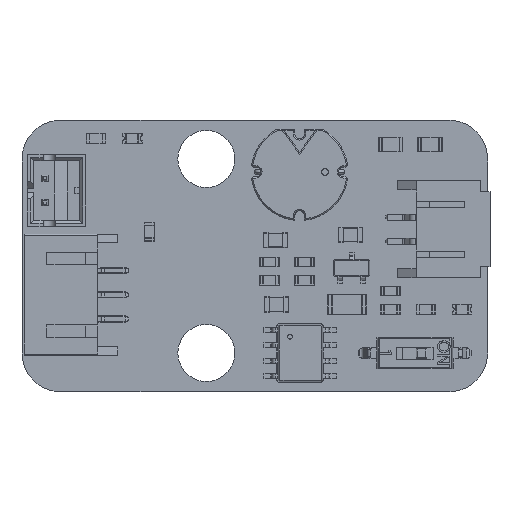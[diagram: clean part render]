
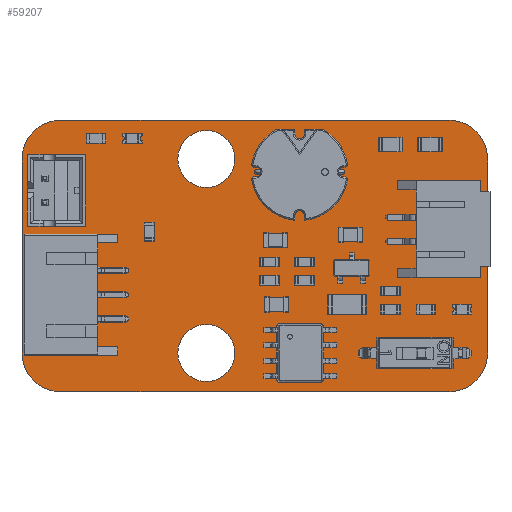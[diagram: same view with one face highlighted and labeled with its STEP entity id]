
A CAD part, top view. The second image highlights one B-rep face of the part: STEP entity #59207.
In plain terms, the highlighted planar face has unit normal (0, 0, 1).
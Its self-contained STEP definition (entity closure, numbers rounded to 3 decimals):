
#59014 = VERTEX_POINT('',#59015);
#59015 = CARTESIAN_POINT('',(175.15,-95.95,1.6));
#59021 = EDGE_CURVE('',#59014,#59022,#59024,.T.);
#59022 = VERTEX_POINT('',#59023);
#59023 = CARTESIAN_POINT('',(178.35,-99.15,1.6));
#59024 = CIRCLE('',#59025,3.2);
#59025 = AXIS2_PLACEMENT_3D('',#59026,#59027,#59028);
#59026 = CARTESIAN_POINT('',(175.15,-99.15,1.6));
#59027 = DIRECTION('',(0.,0.,-1.));
#59028 = DIRECTION('',(0.,1.,0.));
#59056 = VERTEX_POINT('',#59057);
#59057 = CARTESIAN_POINT('',(143.15,-95.95,1.6));
#59063 = EDGE_CURVE('',#59056,#59014,#59064,.T.);
#59064 = LINE('',#59065,#59066);
#59065 = CARTESIAN_POINT('',(143.15,-95.95,1.6));
#59066 = VECTOR('',#59067,1.);
#59067 = DIRECTION('',(1.,0.,0.));
#59085 = EDGE_CURVE('',#59022,#59086,#59088,.T.);
#59086 = VERTEX_POINT('',#59087);
#59087 = CARTESIAN_POINT('',(178.35,-115.15,1.6));
#59088 = LINE('',#59089,#59090);
#59089 = CARTESIAN_POINT('',(178.35,-99.15,1.6));
#59090 = VECTOR('',#59091,1.);
#59091 = DIRECTION('',(0.,-1.,0.));
#59207 = ADVANCED_FACE('',(#59208,#59254,#59265,#59276,#59287),#59298,
  .T.);
#59208 = FACE_BOUND('',#59209,.T.);
#59209 = EDGE_LOOP('',(#59210,#59211,#59212,#59221,#59229,#59238,#59246,
    #59253));
#59210 = ORIENTED_EDGE('',*,*,#59021,.F.);
#59211 = ORIENTED_EDGE('',*,*,#59063,.F.);
#59212 = ORIENTED_EDGE('',*,*,#59213,.F.);
#59213 = EDGE_CURVE('',#59214,#59056,#59216,.T.);
#59214 = VERTEX_POINT('',#59215);
#59215 = CARTESIAN_POINT('',(139.95,-99.15,1.6));
#59216 = CIRCLE('',#59217,3.2);
#59217 = AXIS2_PLACEMENT_3D('',#59218,#59219,#59220);
#59218 = CARTESIAN_POINT('',(143.15,-99.15,1.6));
#59219 = DIRECTION('',(0.,0.,-1.));
#59220 = DIRECTION('',(-1.,0.,-0.));
#59221 = ORIENTED_EDGE('',*,*,#59222,.F.);
#59222 = EDGE_CURVE('',#59223,#59214,#59225,.T.);
#59223 = VERTEX_POINT('',#59224);
#59224 = CARTESIAN_POINT('',(139.95,-115.15,1.6));
#59225 = LINE('',#59226,#59227);
#59226 = CARTESIAN_POINT('',(139.95,-115.15,1.6));
#59227 = VECTOR('',#59228,1.);
#59228 = DIRECTION('',(0.,1.,0.));
#59229 = ORIENTED_EDGE('',*,*,#59230,.F.);
#59230 = EDGE_CURVE('',#59231,#59223,#59233,.T.);
#59231 = VERTEX_POINT('',#59232);
#59232 = CARTESIAN_POINT('',(143.15,-118.35,1.6));
#59233 = CIRCLE('',#59234,3.2);
#59234 = AXIS2_PLACEMENT_3D('',#59235,#59236,#59237);
#59235 = CARTESIAN_POINT('',(143.15,-115.15,1.6));
#59236 = DIRECTION('',(0.,0.,-1.));
#59237 = DIRECTION('',(0.,-1.,0.));
#59238 = ORIENTED_EDGE('',*,*,#59239,.F.);
#59239 = EDGE_CURVE('',#59240,#59231,#59242,.T.);
#59240 = VERTEX_POINT('',#59241);
#59241 = CARTESIAN_POINT('',(175.15,-118.35,1.6));
#59242 = LINE('',#59243,#59244);
#59243 = CARTESIAN_POINT('',(175.15,-118.35,1.6));
#59244 = VECTOR('',#59245,1.);
#59245 = DIRECTION('',(-1.,0.,0.));
#59246 = ORIENTED_EDGE('',*,*,#59247,.F.);
#59247 = EDGE_CURVE('',#59086,#59240,#59248,.T.);
#59248 = CIRCLE('',#59249,3.2);
#59249 = AXIS2_PLACEMENT_3D('',#59250,#59251,#59252);
#59250 = CARTESIAN_POINT('',(175.15,-115.15,1.6));
#59251 = DIRECTION('',(0.,0.,-1.));
#59252 = DIRECTION('',(1.,0.,0.));
#59253 = ORIENTED_EDGE('',*,*,#59085,.F.);
#59254 = FACE_BOUND('',#59255,.T.);
#59255 = EDGE_LOOP('',(#59256));
#59256 = ORIENTED_EDGE('',*,*,#59257,.T.);
#59257 = EDGE_CURVE('',#59258,#59258,#59260,.T.);
#59258 = VERTEX_POINT('',#59259);
#59259 = CARTESIAN_POINT('',(155.15,-117.5,1.6));
#59260 = CIRCLE('',#59261,2.35);
#59261 = AXIS2_PLACEMENT_3D('',#59262,#59263,#59264);
#59262 = CARTESIAN_POINT('',(155.15,-115.15,1.6));
#59263 = DIRECTION('',(-0.,0.,-1.));
#59264 = DIRECTION('',(-0.,-1.,0.));
#59265 = FACE_BOUND('',#59266,.T.);
#59266 = EDGE_LOOP('',(#59267));
#59267 = ORIENTED_EDGE('',*,*,#59268,.T.);
#59268 = EDGE_CURVE('',#59269,#59269,#59271,.T.);
#59269 = VERTEX_POINT('',#59270);
#59270 = CARTESIAN_POINT('',(141.85,-103.175,1.6));
#59271 = CIRCLE('',#59272,0.425);
#59272 = AXIS2_PLACEMENT_3D('',#59273,#59274,#59275);
#59273 = CARTESIAN_POINT('',(141.85,-102.75,1.6));
#59274 = DIRECTION('',(-0.,0.,-1.));
#59275 = DIRECTION('',(0.,-1.,0.));
#59276 = FACE_BOUND('',#59277,.T.);
#59277 = EDGE_LOOP('',(#59278));
#59278 = ORIENTED_EDGE('',*,*,#59279,.T.);
#59279 = EDGE_CURVE('',#59280,#59280,#59282,.T.);
#59280 = VERTEX_POINT('',#59281);
#59281 = CARTESIAN_POINT('',(141.85,-101.175,1.6));
#59282 = CIRCLE('',#59283,0.425);
#59283 = AXIS2_PLACEMENT_3D('',#59284,#59285,#59286);
#59284 = CARTESIAN_POINT('',(141.85,-100.75,1.6));
#59285 = DIRECTION('',(-0.,0.,-1.));
#59286 = DIRECTION('',(0.,-1.,0.));
#59287 = FACE_BOUND('',#59288,.T.);
#59288 = EDGE_LOOP('',(#59289));
#59289 = ORIENTED_EDGE('',*,*,#59290,.T.);
#59290 = EDGE_CURVE('',#59291,#59291,#59293,.T.);
#59291 = VERTEX_POINT('',#59292);
#59292 = CARTESIAN_POINT('',(155.15,-101.5,1.6));
#59293 = CIRCLE('',#59294,2.35);
#59294 = AXIS2_PLACEMENT_3D('',#59295,#59296,#59297);
#59295 = CARTESIAN_POINT('',(155.15,-99.15,1.6));
#59296 = DIRECTION('',(-0.,0.,-1.));
#59297 = DIRECTION('',(-0.,-1.,0.));
#59298 = PLANE('',#59299);
#59299 = AXIS2_PLACEMENT_3D('',#59300,#59301,#59302);
#59300 = CARTESIAN_POINT('',(0.,0.,1.6));
#59301 = DIRECTION('',(0.,0.,1.));
#59302 = DIRECTION('',(1.,0.,-0.));
